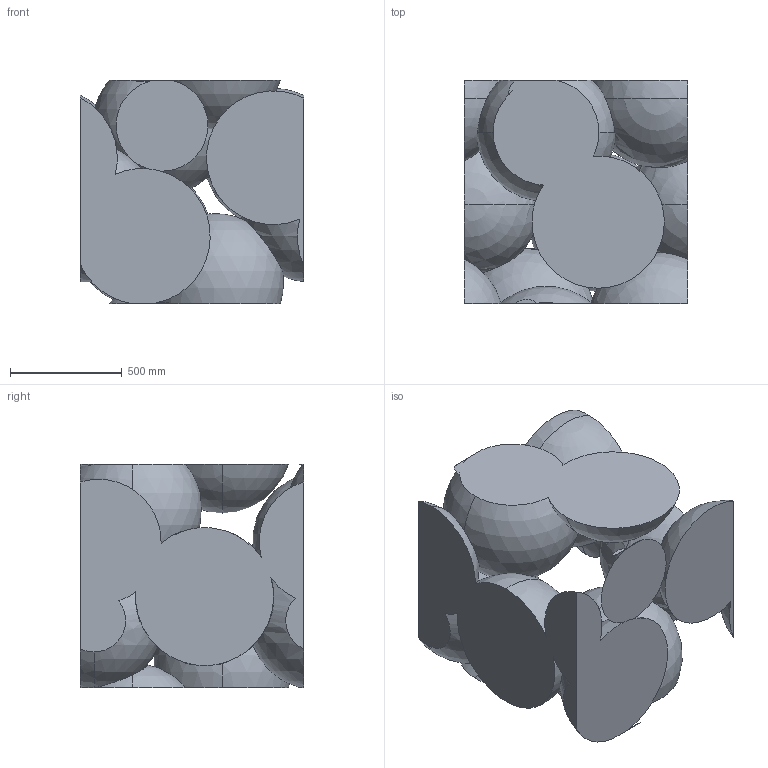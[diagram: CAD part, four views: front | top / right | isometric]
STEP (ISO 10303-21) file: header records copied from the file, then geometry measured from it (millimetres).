
FILE_DESCRIPTION(('FreeCAD Model'),'2;1');
FILE_NAME('spheres_0428161640.stp','2020-04-28T16:16:44',('FreeCAD'),( 'FreeCAD'),'Open CASCADE STEP processor 7.3','FreeCAD','Unknown');
FILE_SCHEMA(('AUTOMOTIVE_DESIGN { 1 0 10303 214 1 1 1 1 }'));
Length unit declared in the file: millimetre
Products named in the file (1): Open CASCADE STEP translator 7.3 1
Bounding box: 1000 x 1000 x 1000 mm (x, y, z)
Volume: 601546378.2 mm3; surface area: 7946217.5 mm2
Topology: 1 solids, 1 shells, 43 faces, 161 edges, 104 vertices
Faces by surface type: sphere 33, plane 10
Entity records: 1770 total; most frequent: DIRECTION 378, ORIENTED_EDGE 298, CARTESIAN_POINT 297, AXIS2_PLACEMENT_3D 185, EDGE_CURVE 149, CIRCLE 141, VERTEX_POINT 104, FACE_BOUND 51
